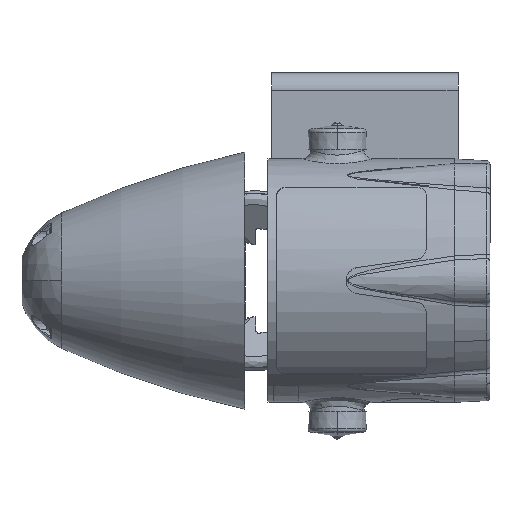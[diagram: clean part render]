
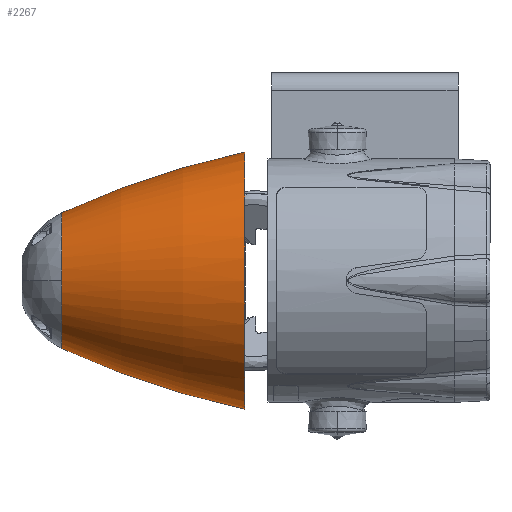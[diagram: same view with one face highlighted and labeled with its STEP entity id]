
A CAD part, front view. The second image highlights one B-rep face of the part: STEP entity #2267.
In plain terms, the highlighted toroidal (fillet/blend) face has major radius 418.435 mm and minor radius 502 mm.
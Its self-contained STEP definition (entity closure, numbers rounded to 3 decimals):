
#334 = CARTESIAN_POINT ( 'NONE',  ( -20.506, 3.776, -417.293 ) ) ;
#683 = ORIENTED_EDGE ( 'NONE', *, *, #23813, .F. ) ;
#769 = CARTESIAN_POINT ( 'NONE',  ( -229.035, 3.776, -37.063 ) ) ;
#1091 = CIRCLE ( 'NONE', #10219, 502. ) ;
#2198 = CIRCLE ( 'NONE', #4803, 38.205 ) ;
#2267 = ADVANCED_FACE ( 'NONE', ( #10016 ), #18126, .T. ) ;
#3707 = DIRECTION ( 'NONE',  ( -1., 0., 0. ) ) ;
#4389 = VERTEX_POINT ( 'NONE', #769 ) ;
#4776 = EDGE_CURVE ( 'NONE', #12628, #24349, #1091, .T. ) ;
#4803 = AXIS2_PLACEMENT_3D ( 'NONE', #13256, #28947, #11296 ) ;
#5324 = CARTESIAN_POINT ( 'NONE',  ( -126.025, 3.776, 73.492 ) ) ;
#6755 = CIRCLE ( 'NONE', #8445, 502. ) ;
#7500 = DIRECTION ( 'NONE',  ( 0., -1., 0. ) ) ;
#8445 = AXIS2_PLACEMENT_3D ( 'NONE', #12358, #9910, #28134 ) ;
#8791 = ORIENTED_EDGE ( 'NONE', *, *, #16699, .T. ) ;
#9249 = DIRECTION ( 'NONE',  ( 0., 0., 1. ) ) ;
#9304 = DIRECTION ( 'NONE',  ( 0., 0., -1. ) ) ;
#9910 = DIRECTION ( 'NONE',  ( 0., 1., 0. ) ) ;
#10016 = FACE_OUTER_BOUND ( 'NONE', #21521, .T. ) ;
#10219 = AXIS2_PLACEMENT_3D ( 'NONE', #334, #7500, #9304 ) ;
#10739 = DIRECTION ( 'NONE',  ( 0., 0., 1. ) ) ;
#10838 = EDGE_CURVE ( 'NONE', #27695, #24349, #27785, .T. ) ;
#10977 = CARTESIAN_POINT ( 'NONE',  ( -229.035, -34.429, 1.142 ) ) ;
#11296 = DIRECTION ( 'NONE',  ( 0., 0., 1. ) ) ;
#12358 = CARTESIAN_POINT ( 'NONE',  ( -20.506, 3.776, 419.577 ) ) ;
#12628 = VERTEX_POINT ( 'NONE', #5324 ) ;
#13256 = CARTESIAN_POINT ( 'NONE',  ( -229.035, 3.776, 1.142 ) ) ;
#14139 = ORIENTED_EDGE ( 'NONE', *, *, #4776, .T. ) ;
#14780 = AXIS2_PLACEMENT_3D ( 'NONE', #26655, #20762, #20470 ) ;
#16451 = VERTEX_POINT ( 'NONE', #29253 ) ;
#16574 = CIRCLE ( 'NONE', #14780, 72.35 ) ;
#16699 = EDGE_CURVE ( 'NONE', #16451, #12628, #16574, .T. ) ;
#18115 = DIRECTION ( 'NONE',  ( -1., 0., 0. ) ) ;
#18126 = TOROIDAL_SURFACE ( 'NONE', #26967, -418.435, 502. ) ;
#20470 = DIRECTION ( 'NONE',  ( 0., 0., 1. ) ) ;
#20762 = DIRECTION ( 'NONE',  ( -1., 0., 0. ) ) ;
#21521 = EDGE_LOOP ( 'NONE', ( #24057, #8791, #14139, #23622, #683 ) ) ;
#23059 = CARTESIAN_POINT ( 'NONE',  ( -229.035, 3.776, 39.347 ) ) ;
#23622 = ORIENTED_EDGE ( 'NONE', *, *, #10838, .F. ) ;
#23813 = EDGE_CURVE ( 'NONE', #4389, #27695, #2198, .T. ) ;
#24057 = ORIENTED_EDGE ( 'NONE', *, *, #25360, .F. ) ;
#24349 = VERTEX_POINT ( 'NONE', #23059 ) ;
#24462 = CARTESIAN_POINT ( 'NONE',  ( -20.506, 3.776, 1.142 ) ) ;
#25360 = EDGE_CURVE ( 'NONE', #16451, #4389, #6755, .T. ) ;
#26655 = CARTESIAN_POINT ( 'NONE',  ( -126.025, 3.776, 1.142 ) ) ;
#26967 = AXIS2_PLACEMENT_3D ( 'NONE', #24462, #3707, #10739 ) ;
#27265 = CARTESIAN_POINT ( 'NONE',  ( -229.035, 3.776, 1.142 ) ) ;
#27695 = VERTEX_POINT ( 'NONE', #10977 ) ;
#27785 = CIRCLE ( 'NONE', #29100, 38.205 ) ;
#28134 = DIRECTION ( 'NONE',  ( 0., 0., 1. ) ) ;
#28947 = DIRECTION ( 'NONE',  ( -1., 0., 0. ) ) ;
#29100 = AXIS2_PLACEMENT_3D ( 'NONE', #27265, #18115, #9249 ) ;
#29253 = CARTESIAN_POINT ( 'NONE',  ( -126.025, 3.776, -71.208 ) ) ;
